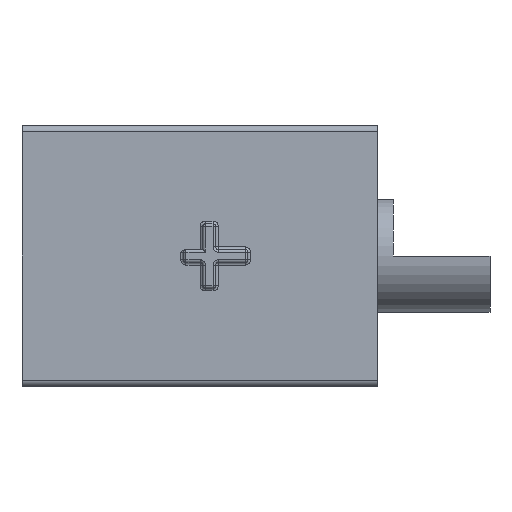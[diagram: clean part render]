
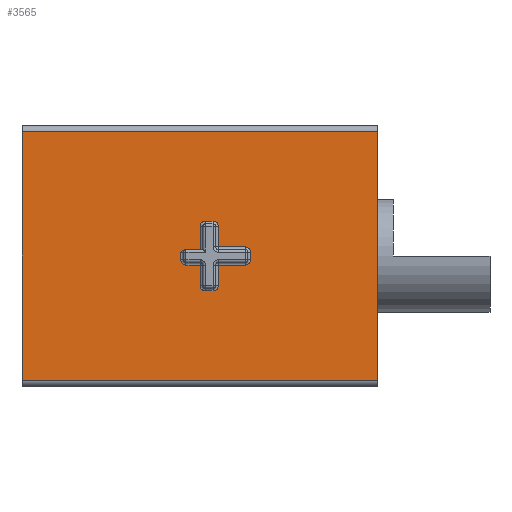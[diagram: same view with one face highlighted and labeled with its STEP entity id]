
A CAD part, left-side view. The second image highlights one B-rep face of the part: STEP entity #3565.
In plain terms, the highlighted planar face has unit normal (-1, 0, 0).
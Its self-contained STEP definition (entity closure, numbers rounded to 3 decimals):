
#88=CIRCLE('',#3791,0.16);
#89=CIRCLE('',#3792,0.16);
#90=CIRCLE('',#3793,0.16);
#91=CIRCLE('',#3794,0.16);
#92=CIRCLE('',#3795,0.16);
#93=CIRCLE('',#3796,0.16);
#94=CIRCLE('',#3797,0.16);
#302=FACE_BOUND('',#777,.T.);
#408=B_SPLINE_CURVE_WITH_KNOTS('',3,(#6443,#6444,#6445,#6446,#6447,#6448),
 .UNSPECIFIED.,.F.,.F.,(4,2,4),(0.,0.009,0.016),
 .UNSPECIFIED.);
#546=FACE_OUTER_BOUND('',#776,.T.);
#776=EDGE_LOOP('',(#2817,#2818,#2819,#2820));
#777=EDGE_LOOP('',(#2821,#2822,#2823,#2824,#2825,#2826,#2827,#2828,#2829,
#2830,#2831,#2832,#2833,#2834,#2835,#2836,#2837,#2838,#2839,#2840));
#1033=LINE('',#6337,#1309);
#1034=LINE('',#6342,#1310);
#1050=LINE('',#6401,#1326);
#1051=LINE('',#6403,#1327);
#1052=LINE('',#6406,#1328);
#1053=LINE('',#6408,#1329);
#1054=LINE('',#6412,#1330);
#1055=LINE('',#6416,#1331);
#1056=LINE('',#6418,#1332);
#1057=LINE('',#6422,#1333);
#1058=LINE('',#6426,#1334);
#1059=LINE('',#6428,#1335);
#1060=LINE('',#6432,#1336);
#1061=LINE('',#6436,#1337);
#1062=LINE('',#6438,#1338);
#1063=LINE('',#6442,#1339);
#1309=VECTOR('',#4252,10.);
#1310=VECTOR('',#4259,10.);
#1326=VECTOR('',#4313,10.);
#1327=VECTOR('',#4316,10.);
#1328=VECTOR('',#4317,10.);
#1329=VECTOR('',#4318,10.);
#1330=VECTOR('',#4321,10.);
#1331=VECTOR('',#4324,10.);
#1332=VECTOR('',#4325,10.);
#1333=VECTOR('',#4328,10.);
#1334=VECTOR('',#4331,10.);
#1335=VECTOR('',#4332,10.);
#1336=VECTOR('',#4335,10.);
#1337=VECTOR('',#4338,10.);
#1338=VECTOR('',#4339,10.);
#1339=VECTOR('',#4342,10.);
#1615=VERTEX_POINT('',#6334);
#1616=VERTEX_POINT('',#6336);
#1617=VERTEX_POINT('',#6341);
#1640=VERTEX_POINT('',#6397);
#1642=VERTEX_POINT('',#6404);
#1643=VERTEX_POINT('',#6405);
#1644=VERTEX_POINT('',#6407);
#1645=VERTEX_POINT('',#6409);
#1646=VERTEX_POINT('',#6411);
#1647=VERTEX_POINT('',#6413);
#1648=VERTEX_POINT('',#6415);
#1649=VERTEX_POINT('',#6417);
#1650=VERTEX_POINT('',#6419);
#1651=VERTEX_POINT('',#6421);
#1652=VERTEX_POINT('',#6423);
#1653=VERTEX_POINT('',#6425);
#1654=VERTEX_POINT('',#6427);
#1655=VERTEX_POINT('',#6429);
#1656=VERTEX_POINT('',#6431);
#1657=VERTEX_POINT('',#6433);
#1658=VERTEX_POINT('',#6435);
#1659=VERTEX_POINT('',#6437);
#1660=VERTEX_POINT('',#6439);
#1661=VERTEX_POINT('',#6441);
#2019=EDGE_CURVE('',#1615,#1616,#1033,.T.);
#2021=EDGE_CURVE('',#1617,#1616,#1034,.T.);
#2051=EDGE_CURVE('',#1617,#1640,#1050,.T.);
#2052=EDGE_CURVE('',#1640,#1615,#1051,.T.);
#2053=EDGE_CURVE('',#1642,#1643,#1052,.T.);
#2054=EDGE_CURVE('',#1644,#1643,#1053,.T.);
#2055=EDGE_CURVE('',#1645,#1644,#88,.T.);
#2056=EDGE_CURVE('',#1646,#1645,#1054,.T.);
#2057=EDGE_CURVE('',#1647,#1646,#89,.T.);
#2058=EDGE_CURVE('',#1648,#1647,#1055,.T.);
#2059=EDGE_CURVE('',#1649,#1648,#1056,.T.);
#2060=EDGE_CURVE('',#1650,#1649,#90,.T.);
#2061=EDGE_CURVE('',#1651,#1650,#1057,.T.);
#2062=EDGE_CURVE('',#1652,#1651,#91,.T.);
#2063=EDGE_CURVE('',#1653,#1652,#1058,.T.);
#2064=EDGE_CURVE('',#1654,#1653,#1059,.T.);
#2065=EDGE_CURVE('',#1655,#1654,#92,.T.);
#2066=EDGE_CURVE('',#1656,#1655,#1060,.T.);
#2067=EDGE_CURVE('',#1657,#1656,#93,.T.);
#2068=EDGE_CURVE('',#1658,#1657,#1061,.T.);
#2069=EDGE_CURVE('',#1659,#1658,#1062,.T.);
#2070=EDGE_CURVE('',#1660,#1659,#94,.T.);
#2071=EDGE_CURVE('',#1661,#1660,#1063,.T.);
#2072=EDGE_CURVE('',#1642,#1661,#408,.F.);
#2817=ORIENTED_EDGE('',*,*,#2019,.F.);
#2818=ORIENTED_EDGE('',*,*,#2052,.F.);
#2819=ORIENTED_EDGE('',*,*,#2051,.F.);
#2820=ORIENTED_EDGE('',*,*,#2021,.T.);
#2821=ORIENTED_EDGE('',*,*,#2053,.T.);
#2822=ORIENTED_EDGE('',*,*,#2054,.F.);
#2823=ORIENTED_EDGE('',*,*,#2055,.F.);
#2824=ORIENTED_EDGE('',*,*,#2056,.F.);
#2825=ORIENTED_EDGE('',*,*,#2057,.F.);
#2826=ORIENTED_EDGE('',*,*,#2058,.F.);
#2827=ORIENTED_EDGE('',*,*,#2059,.F.);
#2828=ORIENTED_EDGE('',*,*,#2060,.F.);
#2829=ORIENTED_EDGE('',*,*,#2061,.F.);
#2830=ORIENTED_EDGE('',*,*,#2062,.F.);
#2831=ORIENTED_EDGE('',*,*,#2063,.F.);
#2832=ORIENTED_EDGE('',*,*,#2064,.F.);
#2833=ORIENTED_EDGE('',*,*,#2065,.F.);
#2834=ORIENTED_EDGE('',*,*,#2066,.F.);
#2835=ORIENTED_EDGE('',*,*,#2067,.F.);
#2836=ORIENTED_EDGE('',*,*,#2068,.F.);
#2837=ORIENTED_EDGE('',*,*,#2069,.F.);
#2838=ORIENTED_EDGE('',*,*,#2070,.F.);
#2839=ORIENTED_EDGE('',*,*,#2071,.F.);
#2840=ORIENTED_EDGE('',*,*,#2072,.F.);
#3440=PLANE('',#3790);
#3565=ADVANCED_FACE('',(#546,#302),#3440,.T.);
#3790=AXIS2_PLACEMENT_3D('',#6402,#4314,#4315);
#3791=AXIS2_PLACEMENT_3D('',#6410,#4319,#4320);
#3792=AXIS2_PLACEMENT_3D('',#6414,#4322,#4323);
#3793=AXIS2_PLACEMENT_3D('',#6420,#4326,#4327);
#3794=AXIS2_PLACEMENT_3D('',#6424,#4329,#4330);
#3795=AXIS2_PLACEMENT_3D('',#6430,#4333,#4334);
#3796=AXIS2_PLACEMENT_3D('',#6434,#4336,#4337);
#3797=AXIS2_PLACEMENT_3D('',#6440,#4340,#4341);
#4252=DIRECTION('',(0.,-1.,0.));
#4259=DIRECTION('',(0.,0.,1.));
#4313=DIRECTION('',(0.,1.,0.));
#4314=DIRECTION('center_axis',(-1.,0.,0.));
#4315=DIRECTION('ref_axis',(0.,0.,1.));
#4316=DIRECTION('',(0.,0.,1.));
#4317=DIRECTION('',(0.,-1.,0.));
#4318=DIRECTION('',(0.,0.,-1.));
#4319=DIRECTION('center_axis',(-1.,0.,0.));
#4320=DIRECTION('ref_axis',(0.,0.707,0.707));
#4321=DIRECTION('',(0.,1.,0.));
#4322=DIRECTION('center_axis',(-1.,0.,0.));
#4323=DIRECTION('ref_axis',(0.,-0.707,0.707));
#4324=DIRECTION('',(0.,0.,1.));
#4325=DIRECTION('',(0.,1.,0.));
#4326=DIRECTION('center_axis',(-1.,0.,0.));
#4327=DIRECTION('ref_axis',(0.,-0.707,0.707));
#4328=DIRECTION('',(0.,0.,1.));
#4329=DIRECTION('center_axis',(-1.,0.,0.));
#4330=DIRECTION('ref_axis',(0.,-0.707,-0.707));
#4331=DIRECTION('',(0.,-1.,0.));
#4332=DIRECTION('',(0.,0.,1.));
#4333=DIRECTION('center_axis',(-1.,0.,0.));
#4334=DIRECTION('ref_axis',(0.,-0.707,-0.707));
#4335=DIRECTION('',(0.,-1.,0.));
#4336=DIRECTION('center_axis',(-1.,0.,0.));
#4337=DIRECTION('ref_axis',(0.,0.707,-0.707));
#4338=DIRECTION('',(0.,0.,-1.));
#4339=DIRECTION('',(0.,-1.,0.));
#4340=DIRECTION('center_axis',(-1.,0.,0.));
#4341=DIRECTION('ref_axis',(0.,0.707,-0.707));
#4342=DIRECTION('',(0.,0.,-1.));
#6334=CARTESIAN_POINT('',(-15.6,11.,7.9));
#6336=CARTESIAN_POINT('',(-15.6,0.,7.9));
#6337=CARTESIAN_POINT('',(-15.6,0.,7.9));
#6341=CARTESIAN_POINT('',(-15.6,0.,0.2));
#6342=CARTESIAN_POINT('',(-15.6,0.,0.));
#6397=CARTESIAN_POINT('',(-15.6,11.,0.2));
#6401=CARTESIAN_POINT('',(-15.6,0.,0.2));
#6402=CARTESIAN_POINT('Origin',(-15.6,0.,0.));
#6403=CARTESIAN_POINT('',(-15.6,11.,0.));
#6404=CARTESIAN_POINT('',(-15.6,5.941,4.25));
#6405=CARTESIAN_POINT('',(-15.6,5.48,4.25));
#6406=CARTESIAN_POINT('',(-15.6,2.7,4.25));
#6407=CARTESIAN_POINT('',(-15.6,5.48,4.97));
#6408=CARTESIAN_POINT('',(-15.6,5.48,2.525));
#6409=CARTESIAN_POINT('',(-15.6,5.32,5.13));
#6410=CARTESIAN_POINT('Origin',(-15.6,5.32,4.97));
#6411=CARTESIAN_POINT('',(-15.6,5.08,5.13));
#6412=CARTESIAN_POINT('',(-15.6,2.5,5.13));
#6413=CARTESIAN_POINT('',(-15.6,4.92,4.97));
#6414=CARTESIAN_POINT('Origin',(-15.6,5.08,4.97));
#6415=CARTESIAN_POINT('',(-15.6,4.92,4.33));
#6416=CARTESIAN_POINT('',(-15.6,4.92,2.125));
#6417=CARTESIAN_POINT('',(-15.6,4.08,4.33));
#6418=CARTESIAN_POINT('',(-15.6,2.,4.33));
#6419=CARTESIAN_POINT('',(-15.6,3.92,4.17));
#6420=CARTESIAN_POINT('Origin',(-15.6,4.08,4.17));
#6421=CARTESIAN_POINT('',(-15.6,3.92,3.93));
#6422=CARTESIAN_POINT('',(-15.6,3.92,1.925));
#6423=CARTESIAN_POINT('',(-15.6,4.08,3.77));
#6424=CARTESIAN_POINT('Origin',(-15.6,4.08,3.93));
#6425=CARTESIAN_POINT('',(-15.6,4.92,3.77));
#6426=CARTESIAN_POINT('',(-15.6,2.5,3.77));
#6427=CARTESIAN_POINT('',(-15.6,4.92,3.13));
#6428=CARTESIAN_POINT('',(-15.6,4.92,1.525));
#6429=CARTESIAN_POINT('',(-15.6,5.08,2.97));
#6430=CARTESIAN_POINT('Origin',(-15.6,5.08,3.13));
#6431=CARTESIAN_POINT('',(-15.6,5.32,2.97));
#6432=CARTESIAN_POINT('',(-15.6,2.7,2.97));
#6433=CARTESIAN_POINT('',(-15.6,5.48,3.13));
#6434=CARTESIAN_POINT('Origin',(-15.6,5.32,3.13));
#6435=CARTESIAN_POINT('',(-15.6,5.48,3.77));
#6436=CARTESIAN_POINT('',(-15.6,5.48,1.925));
#6437=CARTESIAN_POINT('',(-15.6,5.92,3.77));
#6438=CARTESIAN_POINT('',(-15.6,3.,3.77));
#6439=CARTESIAN_POINT('',(-15.6,6.08,3.93));
#6440=CARTESIAN_POINT('Origin',(-15.6,5.92,3.93));
#6441=CARTESIAN_POINT('',(-15.6,6.08,4.17));
#6442=CARTESIAN_POINT('',(-15.6,6.08,2.125));
#6443=CARTESIAN_POINT('Ctrl Pts',(-15.6,6.08,4.17));
#6444=CARTESIAN_POINT('Ctrl Pts',(-15.6,6.058,4.192));
#6445=CARTESIAN_POINT('Ctrl Pts',(-15.6,6.031,4.218));
#6446=CARTESIAN_POINT('Ctrl Pts',(-15.6,5.985,4.243));
#6447=CARTESIAN_POINT('Ctrl Pts',(-15.6,5.962,4.25));
#6448=CARTESIAN_POINT('Ctrl Pts',(-15.6,5.941,4.25));
